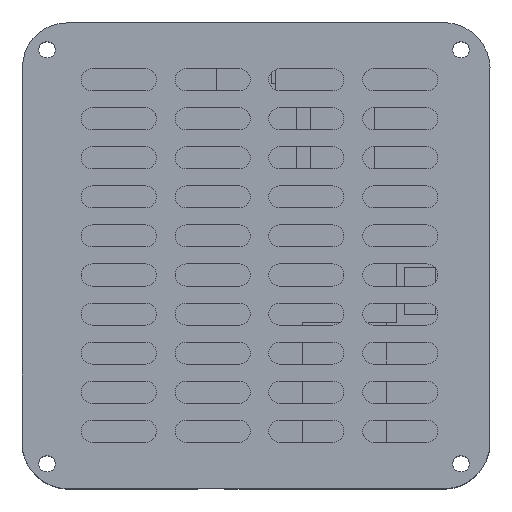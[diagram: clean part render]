
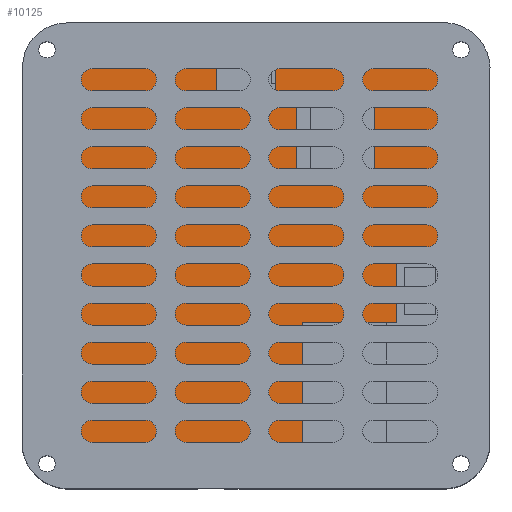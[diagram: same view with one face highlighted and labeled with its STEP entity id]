
A CAD part, top view. The second image highlights one B-rep face of the part: STEP entity #10125.
In plain terms, the highlighted planar face has unit normal (0, 0, 1).
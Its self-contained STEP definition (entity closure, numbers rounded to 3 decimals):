
#292=FACE_BOUND('',#1600,.T.);
#293=FACE_BOUND('',#1601,.T.);
#294=FACE_BOUND('',#1602,.T.);
#295=FACE_BOUND('',#1603,.T.);
#296=FACE_BOUND('',#1604,.T.);
#297=FACE_BOUND('',#1605,.T.);
#298=FACE_BOUND('',#1606,.T.);
#554=CIRCLE('',#10755,1.05);
#556=CIRCLE('',#10758,1.05);
#558=CIRCLE('',#10761,1.05);
#560=CIRCLE('',#10764,1.05);
#562=CIRCLE('',#10768,5.901);
#563=CIRCLE('',#10769,5.907);
#564=CIRCLE('',#10770,5.642);
#565=CIRCLE('',#10771,5.903);
#1041=FACE_OUTER_BOUND('',#1599,.T.);
#1599=EDGE_LOOP('',(#7565,#7566,#7567,#7568,#7569,#7570,#7571,#7572,#7573));
#1600=EDGE_LOOP('',(#7574,#7575,#7576,#7577));
#1601=EDGE_LOOP('',(#7578,#7579,#7580,#7581,#7582,#7583));
#1602=EDGE_LOOP('',(#7584));
#1603=EDGE_LOOP('',(#7585));
#1604=EDGE_LOOP('',(#7586));
#1605=EDGE_LOOP('',(#7587));
#1606=EDGE_LOOP('',(#7588,#7589,#7590,#7591));
#2400=LINE('',#15168,#3452);
#2403=LINE('',#15174,#3455);
#2406=LINE('',#15180,#3458);
#2409=LINE('',#15184,#3461);
#2412=LINE('',#15192,#3464);
#2415=LINE('',#15198,#3467);
#2418=LINE('',#15204,#3470);
#2421=LINE('',#15210,#3473);
#2424=LINE('',#15216,#3476);
#2427=LINE('',#15220,#3479);
#2430=LINE('',#15228,#3482);
#2433=LINE('',#15234,#3485);
#2436=LINE('',#15240,#3488);
#2439=LINE('',#15244,#3491);
#2462=LINE('',#15322,#3514);
#2463=LINE('',#15326,#3515);
#2464=LINE('',#15330,#3516);
#2465=LINE('',#15334,#3517);
#2466=LINE('',#15335,#3518);
#3452=VECTOR('',#12190,10.);
#3455=VECTOR('',#12195,10.);
#3458=VECTOR('',#12200,10.);
#3461=VECTOR('',#12205,10.);
#3464=VECTOR('',#12210,10.);
#3467=VECTOR('',#12215,10.);
#3470=VECTOR('',#12220,10.);
#3473=VECTOR('',#12225,10.);
#3476=VECTOR('',#12230,10.);
#3479=VECTOR('',#12235,10.);
#3482=VECTOR('',#12240,10.);
#3485=VECTOR('',#12245,10.);
#3488=VECTOR('',#12250,10.);
#3491=VECTOR('',#12255,10.);
#3514=VECTOR('',#12332,10.);
#3515=VECTOR('',#12335,10.);
#3516=VECTOR('',#12338,10.);
#3517=VECTOR('',#12341,10.);
#3518=VECTOR('',#12342,10.);
#4475=VERTEX_POINT('',#15165);
#4476=VERTEX_POINT('',#15167);
#4478=VERTEX_POINT('',#15173);
#4480=VERTEX_POINT('',#15179);
#4483=VERTEX_POINT('',#15189);
#4484=VERTEX_POINT('',#15191);
#4486=VERTEX_POINT('',#15197);
#4488=VERTEX_POINT('',#15203);
#4490=VERTEX_POINT('',#15209);
#4492=VERTEX_POINT('',#15215);
#4495=VERTEX_POINT('',#15225);
#4496=VERTEX_POINT('',#15227);
#4498=VERTEX_POINT('',#15233);
#4500=VERTEX_POINT('',#15239);
#4517=VERTEX_POINT('',#15290);
#4519=VERTEX_POINT('',#15296);
#4521=VERTEX_POINT('',#15302);
#4523=VERTEX_POINT('',#15308);
#4526=VERTEX_POINT('',#15318);
#4527=VERTEX_POINT('',#15319);
#4528=VERTEX_POINT('',#15321);
#4529=VERTEX_POINT('',#15323);
#4530=VERTEX_POINT('',#15325);
#4531=VERTEX_POINT('',#15327);
#4532=VERTEX_POINT('',#15329);
#4533=VERTEX_POINT('',#15331);
#4534=VERTEX_POINT('',#15333);
#5588=EDGE_CURVE('',#4476,#4475,#2400,.T.);
#5591=EDGE_CURVE('',#4478,#4476,#2403,.T.);
#5594=EDGE_CURVE('',#4480,#4478,#2406,.T.);
#5597=EDGE_CURVE('',#4475,#4480,#2409,.T.);
#5600=EDGE_CURVE('',#4484,#4483,#2412,.T.);
#5603=EDGE_CURVE('',#4486,#4484,#2415,.T.);
#5606=EDGE_CURVE('',#4488,#4486,#2418,.T.);
#5609=EDGE_CURVE('',#4490,#4488,#2421,.T.);
#5612=EDGE_CURVE('',#4492,#4490,#2424,.T.);
#5615=EDGE_CURVE('',#4483,#4492,#2427,.T.);
#5618=EDGE_CURVE('',#4496,#4495,#2430,.T.);
#5621=EDGE_CURVE('',#4498,#4496,#2433,.T.);
#5624=EDGE_CURVE('',#4500,#4498,#2436,.T.);
#5627=EDGE_CURVE('',#4495,#4500,#2439,.T.);
#5650=EDGE_CURVE('',#4517,#4517,#554,.T.);
#5653=EDGE_CURVE('',#4519,#4519,#556,.T.);
#5656=EDGE_CURVE('',#4521,#4521,#558,.T.);
#5659=EDGE_CURVE('',#4523,#4523,#560,.T.);
#5664=EDGE_CURVE('',#4526,#4527,#562,.T.);
#5665=EDGE_CURVE('',#4528,#4526,#2462,.T.);
#5666=EDGE_CURVE('',#4529,#4528,#563,.T.);
#5667=EDGE_CURVE('',#4530,#4529,#2463,.T.);
#5668=EDGE_CURVE('',#4531,#4530,#564,.T.);
#5669=EDGE_CURVE('',#4532,#4531,#2464,.T.);
#5670=EDGE_CURVE('',#4533,#4532,#565,.T.);
#5671=EDGE_CURVE('',#4534,#4533,#2465,.T.);
#5672=EDGE_CURVE('',#4527,#4534,#2466,.T.);
#7565=ORIENTED_EDGE('',*,*,#5664,.F.);
#7566=ORIENTED_EDGE('',*,*,#5665,.F.);
#7567=ORIENTED_EDGE('',*,*,#5666,.F.);
#7568=ORIENTED_EDGE('',*,*,#5667,.F.);
#7569=ORIENTED_EDGE('',*,*,#5668,.F.);
#7570=ORIENTED_EDGE('',*,*,#5669,.F.);
#7571=ORIENTED_EDGE('',*,*,#5670,.F.);
#7572=ORIENTED_EDGE('',*,*,#5671,.F.);
#7573=ORIENTED_EDGE('',*,*,#5672,.F.);
#7574=ORIENTED_EDGE('',*,*,#5594,.T.);
#7575=ORIENTED_EDGE('',*,*,#5591,.T.);
#7576=ORIENTED_EDGE('',*,*,#5588,.T.);
#7577=ORIENTED_EDGE('',*,*,#5597,.T.);
#7578=ORIENTED_EDGE('',*,*,#5615,.T.);
#7579=ORIENTED_EDGE('',*,*,#5612,.T.);
#7580=ORIENTED_EDGE('',*,*,#5609,.T.);
#7581=ORIENTED_EDGE('',*,*,#5606,.T.);
#7582=ORIENTED_EDGE('',*,*,#5603,.T.);
#7583=ORIENTED_EDGE('',*,*,#5600,.T.);
#7584=ORIENTED_EDGE('',*,*,#5650,.T.);
#7585=ORIENTED_EDGE('',*,*,#5653,.T.);
#7586=ORIENTED_EDGE('',*,*,#5656,.T.);
#7587=ORIENTED_EDGE('',*,*,#5659,.T.);
#7588=ORIENTED_EDGE('',*,*,#5618,.T.);
#7589=ORIENTED_EDGE('',*,*,#5627,.T.);
#7590=ORIENTED_EDGE('',*,*,#5624,.T.);
#7591=ORIENTED_EDGE('',*,*,#5621,.T.);
#9768=PLANE('',#10767);
#10125=ADVANCED_FACE('',(#1041,#292,#293,#294,#295,#296,#297,#298),#9768,
 .F.);
#10755=AXIS2_PLACEMENT_3D('',#15291,#12298,#12299);
#10758=AXIS2_PLACEMENT_3D('',#15297,#12305,#12306);
#10761=AXIS2_PLACEMENT_3D('',#15303,#12312,#12313);
#10764=AXIS2_PLACEMENT_3D('',#15309,#12319,#12320);
#10767=AXIS2_PLACEMENT_3D('',#15317,#12328,#12329);
#10768=AXIS2_PLACEMENT_3D('',#15320,#12330,#12331);
#10769=AXIS2_PLACEMENT_3D('',#15324,#12333,#12334);
#10770=AXIS2_PLACEMENT_3D('',#15328,#12336,#12337);
#10771=AXIS2_PLACEMENT_3D('',#15332,#12339,#12340);
#12190=DIRECTION('',(0.,1.,0.));
#12195=DIRECTION('',(-1.,0.,0.));
#12200=DIRECTION('',(0.,-1.,0.));
#12205=DIRECTION('',(1.,0.,0.));
#12210=DIRECTION('',(0.,-1.,0.));
#12215=DIRECTION('',(1.,0.,0.));
#12220=DIRECTION('',(0.,1.,0.));
#12225=DIRECTION('',(1.,0.,0.));
#12230=DIRECTION('',(0.,1.,0.));
#12235=DIRECTION('',(-1.,0.,0.));
#12240=DIRECTION('',(1.,0.,0.));
#12245=DIRECTION('',(0.,1.,0.));
#12250=DIRECTION('',(-1.,0.,0.));
#12255=DIRECTION('',(0.,-1.,0.));
#12298=DIRECTION('center_axis',(0.,0.,-1.));
#12299=DIRECTION('ref_axis',(-1.,0.,0.));
#12305=DIRECTION('center_axis',(0.,0.,-1.));
#12306=DIRECTION('ref_axis',(-1.,0.,0.));
#12312=DIRECTION('center_axis',(0.,0.,-1.));
#12313=DIRECTION('ref_axis',(-1.,0.,0.));
#12319=DIRECTION('center_axis',(0.,0.,-1.));
#12320=DIRECTION('ref_axis',(-1.,0.,0.));
#12328=DIRECTION('center_axis',(0.,0.,-1.));
#12329=DIRECTION('ref_axis',(-1.,0.,0.));
#12330=DIRECTION('center_axis',(0.,0.,-1.));
#12331=DIRECTION('ref_axis',(0.988,-0.152,0.));
#12332=DIRECTION('',(0.,-1.,0.));
#12333=DIRECTION('center_axis',(0.,0.,-1.));
#12334=DIRECTION('ref_axis',(0.155,0.988,0.));
#12335=DIRECTION('',(1.,0.,0.));
#12336=DIRECTION('center_axis',(0.,0.,-1.));
#12337=DIRECTION('ref_axis',(-1.,0.,0.));
#12338=DIRECTION('',(0.002,1.,0.));
#12339=DIRECTION('center_axis',(0.,0.,-1.));
#12340=DIRECTION('ref_axis',(0.,-1.,0.));
#12341=DIRECTION('',(-0.994,0.107,0.));
#12342=DIRECTION('',(-1.,0.,0.));
#15165=CARTESIAN_POINT('',(139.26,-97.84,8.041));
#15167=CARTESIAN_POINT('',(139.26,-107.837,8.041));
#15168=CARTESIAN_POINT('',(139.26,-112.687,8.041));
#15173=CARTESIAN_POINT('',(149.257,-107.837,8.041));
#15174=CARTESIAN_POINT('',(141.656,-107.837,8.041));
#15179=CARTESIAN_POINT('',(149.257,-97.84,8.041));
#15180=CARTESIAN_POINT('',(149.257,-107.688,8.041));
#15184=CARTESIAN_POINT('',(136.658,-97.84,8.041));
#15189=CARTESIAN_POINT('',(159.,-141.841,8.041));
#15191=CARTESIAN_POINT('',(159.,-117.,8.041));
#15192=CARTESIAN_POINT('',(159.,-117.,8.041));
#15197=CARTESIAN_POINT('',(152.,-117.,8.041));
#15198=CARTESIAN_POINT('',(152.,-117.,8.041));
#15203=CARTESIAN_POINT('',(152.,-126.,8.041));
#15204=CARTESIAN_POINT('',(152.,-126.,8.041));
#15209=CARTESIAN_POINT('',(140.,-126.,8.041));
#15210=CARTESIAN_POINT('',(140.,-126.,8.041));
#15215=CARTESIAN_POINT('',(140.,-141.841,8.041));
#15216=CARTESIAN_POINT('',(140.,-141.841,8.041));
#15220=CARTESIAN_POINT('',(159.,-141.841,8.041));
#15225=CARTESIAN_POINT('',(136.544,-92.224,8.041));
#15227=CARTESIAN_POINT('',(128.98,-92.224,8.041));
#15228=CARTESIAN_POINT('',(128.98,-92.224,8.041));
#15233=CARTESIAN_POINT('',(128.98,-96.981,8.041));
#15234=CARTESIAN_POINT('',(128.98,-96.981,8.041));
#15239=CARTESIAN_POINT('',(136.544,-96.981,8.041));
#15240=CARTESIAN_POINT('',(136.544,-96.981,8.041));
#15244=CARTESIAN_POINT('',(136.544,-92.224,8.041));
#15290=CARTESIAN_POINT('',(161.339,-91.163,8.041));
#15291=CARTESIAN_POINT('Origin',(160.289,-91.163,8.041));
#15296=CARTESIAN_POINT('',(108.339,-91.163,8.041));
#15297=CARTESIAN_POINT('Origin',(107.289,-91.163,8.041));
#15302=CARTESIAN_POINT('',(108.339,-144.163,8.041));
#15303=CARTESIAN_POINT('Origin',(107.289,-144.163,8.041));
#15308=CARTESIAN_POINT('',(161.339,-144.163,8.041));
#15309=CARTESIAN_POINT('Origin',(160.289,-144.163,8.041));
#15317=CARTESIAN_POINT('Origin',(134.056,-117.536,8.041));
#15318=CARTESIAN_POINT('',(163.992,-141.817,8.041));
#15319=CARTESIAN_POINT('',(158.458,-147.354,8.041));
#15320=CARTESIAN_POINT('Origin',(158.102,-141.465,8.041));
#15321=CARTESIAN_POINT('',(164.006,-93.406,8.041));
#15322=CARTESIAN_POINT('',(164.002,-105.515,8.041));
#15323=CARTESIAN_POINT('',(158.46,-87.716,8.041));
#15324=CARTESIAN_POINT('Origin',(158.102,-93.612,8.041));
#15325=CARTESIAN_POINT('',(109.809,-87.73,8.041));
#15326=CARTESIAN_POINT('',(121.928,-87.726,8.041));
#15327=CARTESIAN_POINT('',(104.168,-93.364,8.041));
#15328=CARTESIAN_POINT('Origin',(109.81,-93.372,8.041));
#15329=CARTESIAN_POINT('',(104.092,-141.511,8.041));
#15330=CARTESIAN_POINT('',(104.111,-129.483,8.041));
#15331=CARTESIAN_POINT('',(109.608,-147.356,8.041));
#15332=CARTESIAN_POINT('Origin',(109.995,-141.465,8.041));
#15333=CARTESIAN_POINT('',(109.729,-147.369,8.041));
#15334=CARTESIAN_POINT('',(120.026,-148.48,8.041));
#15335=CARTESIAN_POINT('',(146.153,-147.358,8.041));
